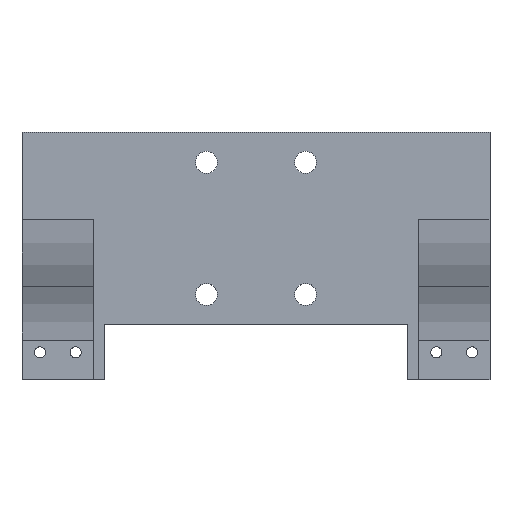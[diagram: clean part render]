
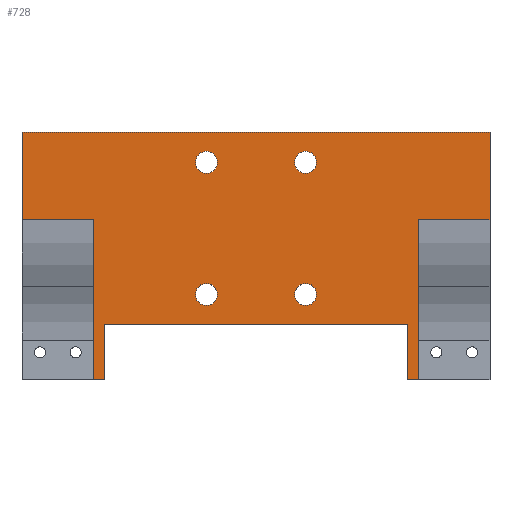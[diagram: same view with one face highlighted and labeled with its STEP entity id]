
A CAD part, top view. The second image highlights one B-rep face of the part: STEP entity #728.
In plain terms, the highlighted planar face has unit normal (0, 0, 1).
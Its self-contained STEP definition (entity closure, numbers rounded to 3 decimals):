
#25=FACE_BOUND('',#130,.T.);
#26=FACE_BOUND('',#131,.T.);
#27=FACE_BOUND('',#132,.T.);
#28=FACE_BOUND('',#133,.T.);
#47=PLANE('',#800);
#75=FACE_OUTER_BOUND('',#129,.T.);
#129=EDGE_LOOP('',(#555,#556,#557,#558,#559,#560,#561,#562,#563,#564,#565,
#566));
#130=EDGE_LOOP('',(#567));
#131=EDGE_LOOP('',(#568));
#132=EDGE_LOOP('',(#569));
#133=EDGE_LOOP('',(#570));
#178=LINE('',#1107,#235);
#182=LINE('',#1115,#239);
#185=LINE('',#1121,#242);
#193=LINE('',#1153,#250);
#200=LINE('',#1175,#257);
#201=LINE('',#1178,#258);
#202=LINE('',#1180,#259);
#203=LINE('',#1182,#260);
#204=LINE('',#1184,#261);
#205=LINE('',#1186,#262);
#206=LINE('',#1187,#263);
#207=LINE('',#1188,#264);
#235=VECTOR('',#880,10.);
#239=VECTOR('',#886,10.);
#242=VECTOR('',#891,10.);
#250=VECTOR('',#919,10.);
#257=VECTOR('',#940,25.);
#258=VECTOR('',#943,10.);
#259=VECTOR('',#944,10.);
#260=VECTOR('',#945,25.);
#261=VECTOR('',#946,10.);
#262=VECTOR('',#947,10.);
#263=VECTOR('',#948,10.);
#264=VECTOR('',#949,10.);
#306=CIRCLE('',#801,2.);
#307=CIRCLE('',#802,2.);
#308=CIRCLE('',#803,2.);
#309=CIRCLE('',#804,2.);
#336=VERTEX_POINT('',#1105);
#337=VERTEX_POINT('',#1106);
#340=VERTEX_POINT('',#1114);
#342=VERTEX_POINT('',#1120);
#356=VERTEX_POINT('',#1152);
#361=VERTEX_POINT('',#1168);
#364=VERTEX_POINT('',#1173);
#365=VERTEX_POINT('',#1177);
#366=VERTEX_POINT('',#1179);
#367=VERTEX_POINT('',#1181);
#368=VERTEX_POINT('',#1183);
#369=VERTEX_POINT('',#1185);
#370=VERTEX_POINT('',#1189);
#371=VERTEX_POINT('',#1191);
#372=VERTEX_POINT('',#1193);
#373=VERTEX_POINT('',#1195);
#404=EDGE_CURVE('',#336,#337,#178,.T.);
#408=EDGE_CURVE('',#337,#340,#182,.T.);
#411=EDGE_CURVE('',#340,#342,#185,.T.);
#427=EDGE_CURVE('',#336,#356,#193,.T.);
#438=EDGE_CURVE('',#364,#361,#200,.T.);
#439=EDGE_CURVE('',#365,#342,#201,.T.);
#440=EDGE_CURVE('',#366,#365,#202,.T.);
#441=EDGE_CURVE('',#367,#366,#203,.T.);
#442=EDGE_CURVE('',#368,#367,#204,.T.);
#443=EDGE_CURVE('',#369,#368,#205,.T.);
#444=EDGE_CURVE('',#369,#361,#206,.T.);
#445=EDGE_CURVE('',#356,#364,#207,.T.);
#446=EDGE_CURVE('',#370,#370,#306,.T.);
#447=EDGE_CURVE('',#371,#371,#307,.T.);
#448=EDGE_CURVE('',#372,#372,#308,.T.);
#449=EDGE_CURVE('',#373,#373,#309,.T.);
#555=ORIENTED_EDGE('',*,*,#411,.T.);
#556=ORIENTED_EDGE('',*,*,#439,.F.);
#557=ORIENTED_EDGE('',*,*,#440,.F.);
#558=ORIENTED_EDGE('',*,*,#441,.F.);
#559=ORIENTED_EDGE('',*,*,#442,.F.);
#560=ORIENTED_EDGE('',*,*,#443,.F.);
#561=ORIENTED_EDGE('',*,*,#444,.T.);
#562=ORIENTED_EDGE('',*,*,#438,.F.);
#563=ORIENTED_EDGE('',*,*,#445,.F.);
#564=ORIENTED_EDGE('',*,*,#427,.F.);
#565=ORIENTED_EDGE('',*,*,#404,.T.);
#566=ORIENTED_EDGE('',*,*,#408,.T.);
#567=ORIENTED_EDGE('',*,*,#446,.T.);
#568=ORIENTED_EDGE('',*,*,#447,.T.);
#569=ORIENTED_EDGE('',*,*,#448,.T.);
#570=ORIENTED_EDGE('',*,*,#449,.T.);
#728=ADVANCED_FACE('',(#75,#25,#26,#27,#28),#47,.F.);
#800=AXIS2_PLACEMENT_3D('',#1176,#941,#942);
#801=AXIS2_PLACEMENT_3D('',#1190,#950,#951);
#802=AXIS2_PLACEMENT_3D('',#1192,#952,#953);
#803=AXIS2_PLACEMENT_3D('',#1194,#954,#955);
#804=AXIS2_PLACEMENT_3D('',#1196,#956,#957);
#880=DIRECTION('',(0.,1.,0.));
#886=DIRECTION('',(1.,0.,0.));
#891=DIRECTION('',(0.,-1.,0.));
#919=DIRECTION('',(-1.,0.,0.));
#940=DIRECTION('',(-1.,0.,0.));
#941=DIRECTION('center_axis',(0.,0.,-1.));
#942=DIRECTION('ref_axis',(0.,-1.,0.));
#943=DIRECTION('',(-1.,0.,0.));
#944=DIRECTION('',(0.,-1.,0.));
#945=DIRECTION('',(-1.,0.,0.));
#946=DIRECTION('',(0.,-1.,0.));
#947=DIRECTION('',(1.,0.,0.));
#948=DIRECTION('',(0.,-1.,0.));
#949=DIRECTION('',(0.,1.,0.));
#950=DIRECTION('center_axis',(0.,0.,-1.));
#951=DIRECTION('ref_axis',(1.,0.,0.));
#952=DIRECTION('center_axis',(0.,0.,-1.));
#953=DIRECTION('ref_axis',(1.,0.,0.));
#954=DIRECTION('center_axis',(0.,0.,-1.));
#955=DIRECTION('ref_axis',(1.,0.,0.));
#956=DIRECTION('center_axis',(0.,0.,-1.));
#957=DIRECTION('ref_axis',(1.,0.,0.));
#1105=CARTESIAN_POINT('',(-27.5,-27.5,0.));
#1106=CARTESIAN_POINT('',(-27.5,-17.5,0.));
#1107=CARTESIAN_POINT('',(-27.5,-11.25,0.));
#1114=CARTESIAN_POINT('',(27.5,-17.5,0.));
#1115=CARTESIAN_POINT('',(13.75,-17.5,0.));
#1120=CARTESIAN_POINT('',(27.5,-27.5,0.));
#1121=CARTESIAN_POINT('',(27.5,-16.25,0.));
#1152=CARTESIAN_POINT('',(-29.5,-27.5,0.));
#1153=CARTESIAN_POINT('',(0.,-27.5,0.));
#1168=CARTESIAN_POINT('',(-42.5,1.621,0.));
#1173=CARTESIAN_POINT('',(-29.5,1.621,0.));
#1175=CARTESIAN_POINT('',(-42.5,1.621,0.));
#1176=CARTESIAN_POINT('Origin',(0.,-5.,0.));
#1177=CARTESIAN_POINT('',(29.5,-27.5,0.));
#1178=CARTESIAN_POINT('',(0.,-27.5,0.));
#1179=CARTESIAN_POINT('',(29.5,1.621,0.));
#1180=CARTESIAN_POINT('',(29.5,-10.625,0.));
#1181=CARTESIAN_POINT('',(42.5,1.621,0.));
#1182=CARTESIAN_POINT('',(42.5,1.621,0.));
#1183=CARTESIAN_POINT('',(42.5,17.5,0.));
#1184=CARTESIAN_POINT('',(42.5,-5.,0.));
#1185=CARTESIAN_POINT('',(-42.5,17.5,0.));
#1186=CARTESIAN_POINT('',(0.,17.5,0.));
#1187=CARTESIAN_POINT('',(-42.5,-5.,0.));
#1188=CARTESIAN_POINT('',(-29.5,-10.625,0.));
#1189=CARTESIAN_POINT('',(-11.,-12.,0.));
#1190=CARTESIAN_POINT('Origin',(-9.,-12.,0.));
#1191=CARTESIAN_POINT('',(7.,-12.,0.));
#1192=CARTESIAN_POINT('Origin',(9.,-12.,0.));
#1193=CARTESIAN_POINT('',(7.,12.,0.));
#1194=CARTESIAN_POINT('Origin',(9.,12.,0.));
#1195=CARTESIAN_POINT('',(-11.,12.,0.));
#1196=CARTESIAN_POINT('Origin',(-9.,12.,0.));
